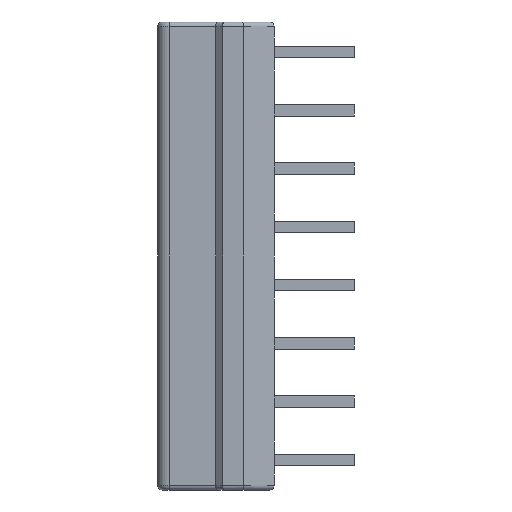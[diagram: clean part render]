
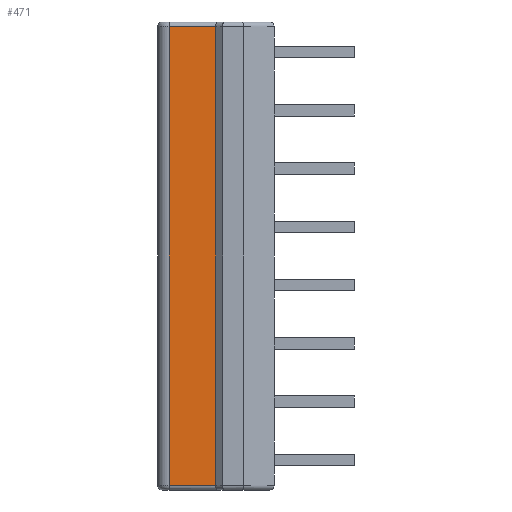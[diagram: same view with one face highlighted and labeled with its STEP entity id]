
A CAD part, left-side view. The second image highlights one B-rep face of the part: STEP entity #471.
In plain terms, the highlighted planar face has unit normal (-1, 0, 0).
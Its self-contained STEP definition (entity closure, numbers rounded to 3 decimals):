
#471=ADVANCED_FACE('',(#1081),#1083,.T.);
#1081=FACE_BOUND('',#1082,.T.);
#1082=EDGE_LOOP('',(#1485,#1486,#1487,#1488));
#1083=PLANE('',#1084);
#1084=AXIS2_PLACEMENT_3D('',#1085,#1086,#1087);
#1085=CARTESIAN_POINT('',(-0.982,4.58,0.));
#1086=DIRECTION('',(-1.,0.,0.));
#1087=DIRECTION('',(0.,-1.,0.));
#1485=ORIENTED_EDGE('',*,*,#1692,.F.);
#1486=ORIENTED_EDGE('',*,*,#1694,.F.);
#1487=ORIENTED_EDGE('',*,*,#1672,.T.);
#1488=ORIENTED_EDGE('',*,*,#1668,.T.);
#1668=EDGE_CURVE('',#1967,#1965,#1968,.T.);
#1672=EDGE_CURVE('',#1972,#1967,#1973,.T.);
#1692=EDGE_CURVE('',#1997,#1965,#2000,.T.);
#1694=EDGE_CURVE('',#1972,#1997,#2002,.T.);
#1965=VERTEX_POINT('',#2620);
#1967=VERTEX_POINT('',#2624);
#1968=LINE('',#2625,#2626);
#1972=VERTEX_POINT('',#2639);
#1973=LINE('',#2640,#2641);
#1997=VERTEX_POINT('',#2712);
#2000=LINE('',#2721,#2722);
#2002=LINE('',#2728,#2729);
#2620=CARTESIAN_POINT('',(-0.982,2.54,20.2));
#2624=CARTESIAN_POINT('',(-0.982,2.54,0.2));
#2625=CARTESIAN_POINT('',(-0.982,2.54,0.2));
#2626=VECTOR('',#2627,1.);
#2627=DIRECTION('',(0.,0.,1.));
#2639=CARTESIAN_POINT('',(-0.982,4.58,0.2));
#2640=CARTESIAN_POINT('',(-0.982,4.58,0.2));
#2641=VECTOR('',#2642,1.);
#2642=DIRECTION('',(0.,-1.,0.));
#2712=CARTESIAN_POINT('',(-0.982,4.58,20.2));
#2721=CARTESIAN_POINT('',(-0.982,4.58,20.2));
#2722=VECTOR('',#2723,1.);
#2723=DIRECTION('',(0.,-1.,0.));
#2728=CARTESIAN_POINT('',(-0.982,4.58,0.2));
#2729=VECTOR('',#2730,1.);
#2730=DIRECTION('',(0.,0.,1.));
